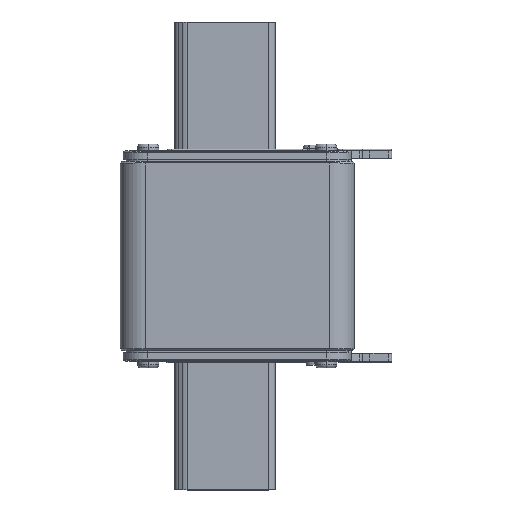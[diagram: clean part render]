
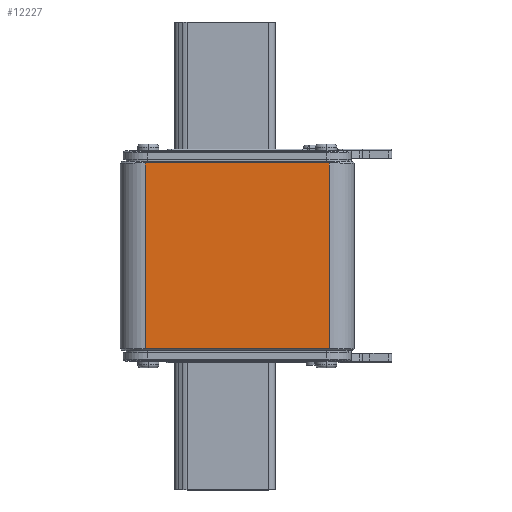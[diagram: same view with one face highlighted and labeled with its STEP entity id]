
A CAD part, top view. The second image highlights one B-rep face of the part: STEP entity #12227.
In plain terms, the highlighted planar face has unit normal (0, 0, 1).
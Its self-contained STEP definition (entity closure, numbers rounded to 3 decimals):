
#228 = CARTESIAN_POINT ( 'NONE',  ( -29.5, 30.25, 35. ) ) ;
#465 = CARTESIAN_POINT ( 'NONE',  ( -37.5, 30.25, 35. ) ) ;
#1719 = CARTESIAN_POINT ( 'NONE',  ( 29.5, 29.75, 35. ) ) ;
#2761 = VECTOR ( 'NONE', #6442, 1000. ) ;
#3556 = VERTEX_POINT ( 'NONE', #7573 ) ;
#3607 = ORIENTED_EDGE ( 'NONE', *, *, #5235, .T. ) ;
#3654 = EDGE_CURVE ( 'NONE', #3556, #16967, #5326, .T. ) ;
#3987 = DIRECTION ( 'NONE',  ( 1., 0., 0. ) ) ;
#4900 = CARTESIAN_POINT ( 'NONE',  ( 29.5, 30.25, 35. ) ) ;
#4936 = EDGE_LOOP ( 'NONE', ( #14741, #3607, #6072, #8874 ) ) ;
#5137 = DIRECTION ( 'NONE',  ( 0., 0., -1. ) ) ;
#5235 = EDGE_CURVE ( 'NONE', #16967, #7657, #16188, .T. ) ;
#5326 = LINE ( 'NONE', #228, #13602 ) ;
#5554 = CARTESIAN_POINT ( 'NONE',  ( -37.5, -29.75, 35. ) ) ;
#5853 = CARTESIAN_POINT ( 'NONE',  ( -29.5, 29.75, 35. ) ) ;
#6072 = ORIENTED_EDGE ( 'NONE', *, *, #14275, .T. ) ;
#6442 = DIRECTION ( 'NONE',  ( 0., 1., 0. ) ) ;
#7573 = CARTESIAN_POINT ( 'NONE',  ( -29.5, 29.75, 35. ) ) ;
#7657 = VERTEX_POINT ( 'NONE', #8869 ) ;
#8869 = CARTESIAN_POINT ( 'NONE',  ( 29.5, -29.75, 35. ) ) ;
#8874 = ORIENTED_EDGE ( 'NONE', *, *, #16903, .T. ) ;
#9886 = FACE_OUTER_BOUND ( 'NONE', #4936, .T. ) ;
#10728 = AXIS2_PLACEMENT_3D ( 'NONE', #465, #5137, #15989 ) ;
#11093 = DIRECTION ( 'NONE',  ( 0., -1., 0. ) ) ;
#11590 = VECTOR ( 'NONE', #3987, 1000. ) ;
#12114 = DIRECTION ( 'NONE',  ( -1., 0., 0. ) ) ;
#12227 = ADVANCED_FACE ( 'NONE', ( #9886 ), #14430, .F. ) ;
#12619 = VECTOR ( 'NONE', #12114, 1000. ) ;
#13602 = VECTOR ( 'NONE', #11093, 1000. ) ;
#13799 = VERTEX_POINT ( 'NONE', #1719 ) ;
#14275 = EDGE_CURVE ( 'NONE', #7657, #13799, #15157, .T. ) ;
#14430 = PLANE ( 'NONE',  #10728 ) ;
#14741 = ORIENTED_EDGE ( 'NONE', *, *, #3654, .T. ) ;
#15157 = LINE ( 'NONE', #4900, #2761 ) ;
#15989 = DIRECTION ( 'NONE',  ( -1., 0., 0. ) ) ;
#16188 = LINE ( 'NONE', #5554, #11590 ) ;
#16903 = EDGE_CURVE ( 'NONE', #13799, #3556, #17218, .T. ) ;
#16967 = VERTEX_POINT ( 'NONE', #18470 ) ;
#17218 = LINE ( 'NONE', #5853, #12619 ) ;
#18470 = CARTESIAN_POINT ( 'NONE',  ( -29.5, -29.75, 35. ) ) ;
